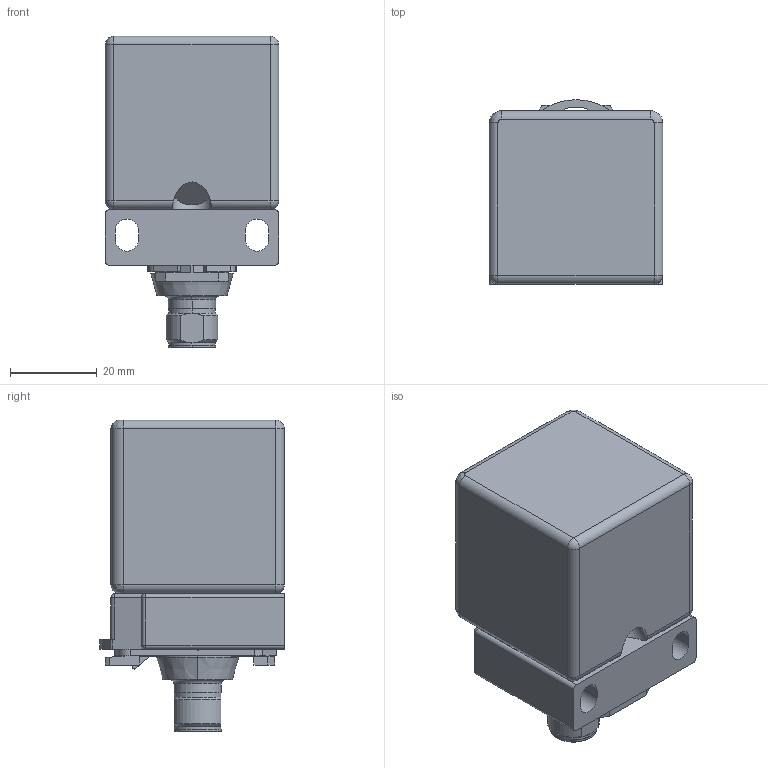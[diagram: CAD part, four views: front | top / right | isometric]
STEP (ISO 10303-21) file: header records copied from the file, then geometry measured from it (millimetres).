
FILE_DESCRIPTION(('STEP AP242'),'1');
FILE_NAME('sensor_xs7c2a1dbm12.stp','2021-09-26T16:03:30',('TraceParts'),('TraceParts S.A.'),'Spatial InterOp 3D',' ',' ');
FILE_SCHEMA(('AP242_MANAGED_MODEL_BASED_3D_ENGINEERING_MIM_LF {1 0 10303 442 1 1 4}'));
Length unit declared in the file: millimetre
Products named in the file (1): sensor_xs7c2a1dbm12
Bounding box: 40 x 42.6 x 71.9 mm (x, y, z)
Volume: 81891.3 mm3; surface area: 17358.1 mm2
Topology: 1 solids, 2 shells, 280 faces, 748 edges, 468 vertices
Faces by surface type: plane 142, cylinder 97, cone 18, sphere 10, torus 7, bspline 6
Entity records: 9050 total; most frequent: CARTESIAN_POINT 2008, ORIENTED_EDGE 1496, DIRECTION 1462, EDGE_CURVE 748, AXIS2_PLACEMENT_3D 501, VERTEX_POINT 468, LINE 460, VECTOR 460
